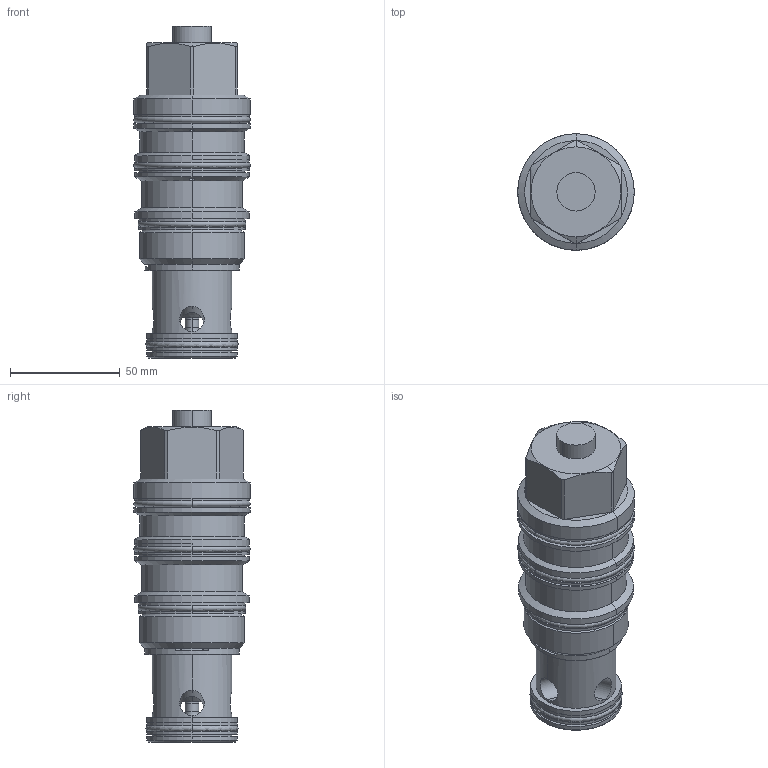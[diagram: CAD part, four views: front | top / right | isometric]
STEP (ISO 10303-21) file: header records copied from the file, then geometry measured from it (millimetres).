
FILE_DESCRIPTION((''),'2;1');
FILE_NAME('CVIV-XEN_PRT','2009-08-22T',('Administrator'),(''),'PRO/ENGINEER BY PARAMETRIC TECHNOLOGY CORPORATION, 2006240','PRO/ENGINEER BY PARAMETRIC TECHNOLOGY CORPORATION, 2006240','');
FILE_SCHEMA(('CONFIG_CONTROL_DESIGN'));
Length unit declared in the file: inch
Products named in the file (1): CVIV-XEN_PRT
Bounding box: 53.09 x 53.09 x 151.33 mm (x, y, z)
Volume: 185102.9 mm3; surface area: 48888.2 mm2
Topology: 6 solids, 6 shells, 272 faces, 604 edges, 357 vertices
Faces by surface type: cylinder 112, cone 60, plane 49, torus 37, revolution 14
Entity records: 9066 total; most frequent: CARTESIAN_POINT 2867, DIRECTION 1406, ORIENTED_EDGE 1200, AXIS2_PLACEMENT_3D 600, EDGE_CURVE 600, VERTEX_POINT 357, CIRCLE 342, EDGE_LOOP 307
